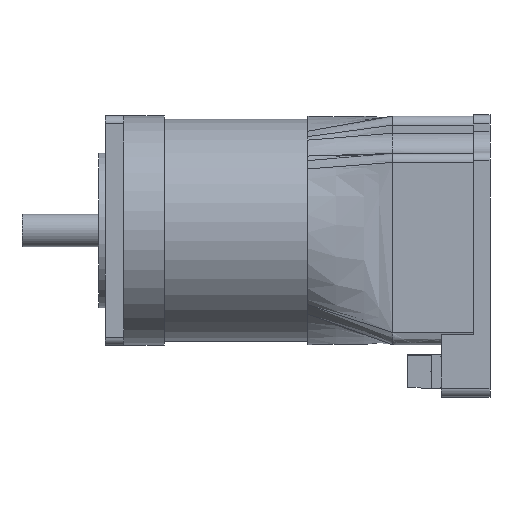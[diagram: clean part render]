
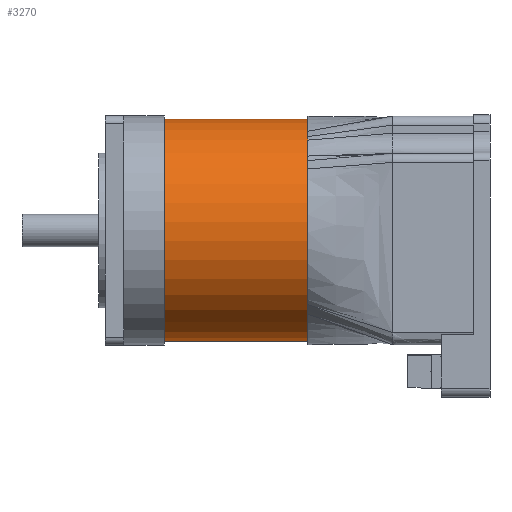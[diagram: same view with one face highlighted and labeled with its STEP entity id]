
A CAD part, left-side view. The second image highlights one B-rep face of the part: STEP entity #3270.
In plain terms, the highlighted cylindrical face has radius 27.5 mm (diameter 55 mm), a full revolution.
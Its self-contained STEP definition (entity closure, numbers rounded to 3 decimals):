
#3243=CARTESIAN_POINT('',(0.0,-47.4,0.0));
#3244=DIRECTION('',(0.0,1.0,0.0));
#3245=DIRECTION('',(0.813,0.0,0.582));
#3246=AXIS2_PLACEMENT_3D('',#3243,#3244,#3245);
#3247=CYLINDRICAL_SURFACE('',#3246,27.5);
#3248=CARTESIAN_POINT('',(-22.358,-8.,-16.012));
#3249=VERTEX_POINT('',#3248);
#3250=CARTESIAN_POINT('',(0.0,-8.,0.0));
#3251=DIRECTION('',(0.0,1.0,0.0));
#3252=DIRECTION('',(0.813,0.0,0.582));
#3253=AXIS2_PLACEMENT_3D('',#3250,#3251,#3252);
#3254=CIRCLE('',#3253,27.5);
#3255=EDGE_CURVE('',#3249,#3249,#3254,.T.);
#3256=ORIENTED_EDGE('',*,*,#3255,.F.);
#3257=EDGE_LOOP('',(#3256));
#3258=FACE_OUTER_BOUND('',#3257,.T.);
#3259=CARTESIAN_POINT('',(-22.358,-47.4,-16.012));
#3260=VERTEX_POINT('',#3259);
#3261=CARTESIAN_POINT('',(0.0,-47.4,0.0));
#3262=DIRECTION('',(0.0,-1.0,0.0));
#3263=DIRECTION('',(0.813,0.0,0.582));
#3264=AXIS2_PLACEMENT_3D('',#3261,#3262,#3263);
#3265=CIRCLE('',#3264,27.5);
#3266=EDGE_CURVE('',#3260,#3260,#3265,.T.);
#3267=ORIENTED_EDGE('',*,*,#3266,.F.);
#3268=EDGE_LOOP('',(#3267));
#3269=FACE_BOUND('',#3268,.T.);
#3270=ADVANCED_FACE('',(#3258,#3269),#3247,.T.);
